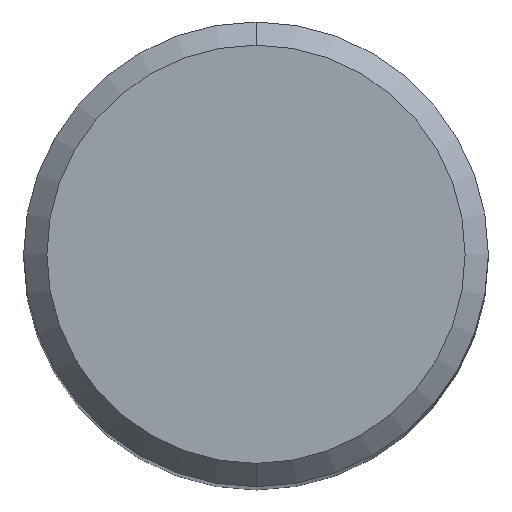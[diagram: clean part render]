
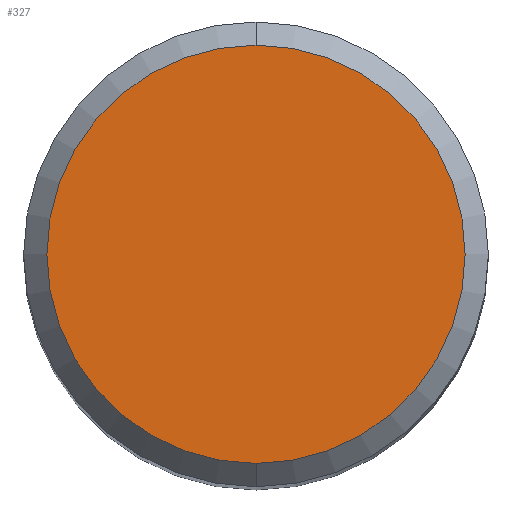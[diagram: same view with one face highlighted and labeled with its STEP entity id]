
A CAD part, top view. The second image highlights one B-rep face of the part: STEP entity #327.
In plain terms, the highlighted planar face has unit normal (0, 0, 1).
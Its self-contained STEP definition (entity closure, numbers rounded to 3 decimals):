
#321=EDGE_CURVE('',#417,#429,#635,.T.);
#327=ADVANCED_FACE('',(#642),#643,.T.);
#415=EDGE_CURVE('',#429,#417,#740,.T.);
#417=VERTEX_POINT('',#742);
#429=VERTEX_POINT('',#755);
#635=CIRCLE('',#1188,4.5);
#642=FACE_OUTER_BOUND('',#1196,.T.);
#643=PLANE('',#1197);
#740=CIRCLE('',#1354,4.5);
#742=CARTESIAN_POINT('',(0.,-4.5,0.0));
#755=CARTESIAN_POINT('',(0.0,4.5,0.0));
#1188=AXIS2_PLACEMENT_3D('',#1619,#1620,#1621);
#1196=EDGE_LOOP('',(#1634,#1635));
#1197=AXIS2_PLACEMENT_3D('',#1636,#1637,#1638);
#1354=AXIS2_PLACEMENT_3D('',#1743,#1744,#1745);
#1619=CARTESIAN_POINT('',(0.0,0.0,0.0));
#1620=DIRECTION('',(0.0,0.0,-1.0));
#1621=DIRECTION('',(0.0,1.0,0.0));
#1634=ORIENTED_EDGE('',*,*,#415,.F.);
#1635=ORIENTED_EDGE('',*,*,#321,.F.);
#1636=CARTESIAN_POINT('',(0.0,2.25,0.0));
#1637=DIRECTION('',(-0.0,0.0,1.0));
#1638=DIRECTION('',(0.0,-1.0,0.0));
#1743=CARTESIAN_POINT('',(0.0,0.0,0.0));
#1744=DIRECTION('',(0.0,0.0,-1.0));
#1745=DIRECTION('',(0.0,1.0,0.0));
